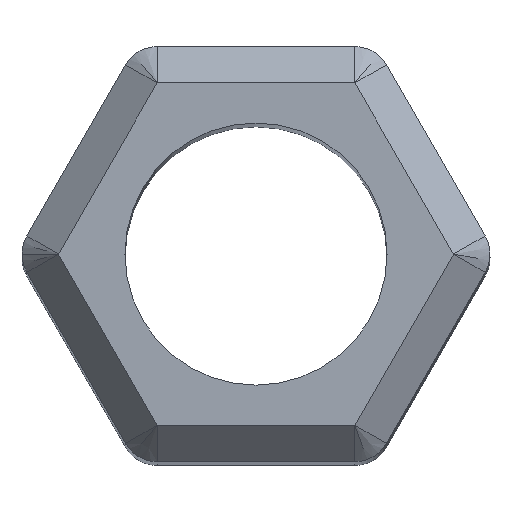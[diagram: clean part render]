
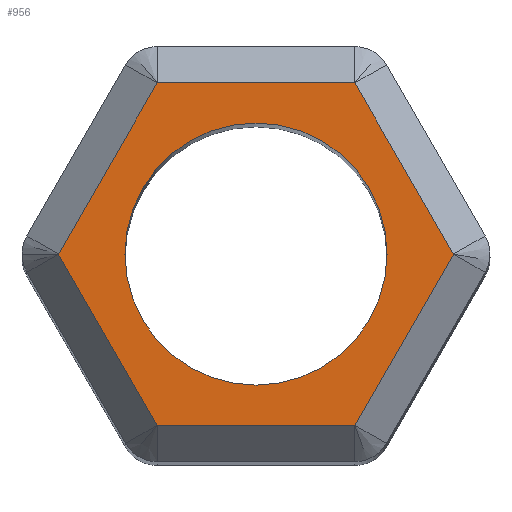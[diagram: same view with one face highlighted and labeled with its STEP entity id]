
A CAD part, top view. The second image highlights one B-rep face of the part: STEP entity #956.
In plain terms, the highlighted planar face has unit normal (0, 0, 1).
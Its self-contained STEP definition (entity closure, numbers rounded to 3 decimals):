
#4 = VECTOR ( 'NONE', #280, 1000. ) ;
#5 = VECTOR ( 'NONE', #621, 1000. ) ;
#9 = CARTESIAN_POINT ( 'NONE',  ( -1.357, 2.35, 15. ) ) ;
#15 = EDGE_CURVE ( 'NONE', #655, #58, #662, .T. ) ;
#17 = EDGE_CURVE ( 'NONE', #795, #218, #1067, .T. ) ;
#21 = LINE ( 'NONE', #342, #228 ) ;
#45 = AXIS2_PLACEMENT_3D ( 'NONE', #9, #190, #771 ) ;
#55 = EDGE_LOOP ( 'NONE', ( #451, #999, #618, #1079, #650, #1060 ) ) ;
#58 = VERTEX_POINT ( 'NONE', #554 ) ;
#71 = DIRECTION ( 'NONE',  ( -0.5, -0.866, 0. ) ) ;
#107 = DIRECTION ( 'NONE',  ( 0.5, -0.866, 0. ) ) ;
#110 = VECTOR ( 'NONE', #107, 1000. ) ;
#142 = LINE ( 'NONE', #261, #784 ) ;
#176 = CARTESIAN_POINT ( 'NONE',  ( -1.8, 0., 15. ) ) ;
#181 = CARTESIAN_POINT ( 'NONE',  ( 1.357, -2.35, 15. ) ) ;
#190 = DIRECTION ( 'NONE',  ( 0., 0., -1. ) ) ;
#202 = DIRECTION ( 'NONE',  ( 0., 0., -1. ) ) ;
#203 = CIRCLE ( 'NONE', #588, 1.8 ) ;
#218 = VERTEX_POINT ( 'NONE', #583 ) ;
#220 = ORIENTED_EDGE ( 'NONE', *, *, #252, .T. ) ;
#228 = VECTOR ( 'NONE', #71, 1000. ) ;
#242 = LINE ( 'NONE', #775, #5 ) ;
#251 = CARTESIAN_POINT ( 'NONE',  ( 1.357, 2.35, 15. ) ) ;
#252 = EDGE_CURVE ( 'NONE', #218, #795, #203, .T. ) ;
#255 = DIRECTION ( 'NONE',  ( 0., 0., -1. ) ) ;
#261 = CARTESIAN_POINT ( 'NONE',  ( 1.357, 2.35, 15. ) ) ;
#280 = DIRECTION ( 'NONE',  ( 0.5, 0.866, 0. ) ) ;
#287 = CARTESIAN_POINT ( 'NONE',  ( -1.357, -2.35, 15. ) ) ;
#336 = VERTEX_POINT ( 'NONE', #842 ) ;
#339 = LINE ( 'NONE', #181, #773 ) ;
#342 = CARTESIAN_POINT ( 'NONE',  ( -2.714, 0., 15. ) ) ;
#369 = CARTESIAN_POINT ( 'NONE',  ( -1.357, -2.35, 15. ) ) ;
#451 = ORIENTED_EDGE ( 'NONE', *, *, #803, .T. ) ;
#514 = EDGE_LOOP ( 'NONE', ( #653, #220 ) ) ;
#532 = FACE_OUTER_BOUND ( 'NONE', #55, .T. ) ;
#554 = CARTESIAN_POINT ( 'NONE',  ( 2.714, 0., 15. ) ) ;
#568 = VERTEX_POINT ( 'NONE', #287 ) ;
#574 = EDGE_CURVE ( 'NONE', #336, #568, #989, .T. ) ;
#583 = CARTESIAN_POINT ( 'NONE',  ( 1.8, 0., 15. ) ) ;
#588 = AXIS2_PLACEMENT_3D ( 'NONE', #748, #255, #828 ) ;
#618 = ORIENTED_EDGE ( 'NONE', *, *, #739, .T. ) ;
#621 = DIRECTION ( 'NONE',  ( -1., 0., 0. ) ) ;
#624 = EDGE_CURVE ( 'NONE', #568, #655, #339, .T. ) ;
#640 = FACE_BOUND ( 'NONE', #514, .T. ) ;
#650 = ORIENTED_EDGE ( 'NONE', *, *, #624, .T. ) ;
#653 = ORIENTED_EDGE ( 'NONE', *, *, #17, .T. ) ;
#655 = VERTEX_POINT ( 'NONE', #906 ) ;
#660 = DIRECTION ( 'NONE',  ( 1., 0., 0. ) ) ;
#662 = LINE ( 'NONE', #808, #4 ) ;
#709 = CARTESIAN_POINT ( 'NONE',  ( 0., 0., 15. ) ) ;
#726 = AXIS2_PLACEMENT_3D ( 'NONE', #709, #202, #782 ) ;
#739 = EDGE_CURVE ( 'NONE', #801, #336, #21, .T. ) ;
#748 = CARTESIAN_POINT ( 'NONE',  ( 0., 0., 15. ) ) ;
#770 = VERTEX_POINT ( 'NONE', #251 ) ;
#771 = DIRECTION ( 'NONE',  ( -1., 0., 0. ) ) ;
#773 = VECTOR ( 'NONE', #660, 1000. ) ;
#775 = CARTESIAN_POINT ( 'NONE',  ( -1.357, 2.35, 15. ) ) ;
#782 = DIRECTION ( 'NONE',  ( 1., 0., 0. ) ) ;
#784 = VECTOR ( 'NONE', #1093, 1000. ) ;
#795 = VERTEX_POINT ( 'NONE', #176 ) ;
#801 = VERTEX_POINT ( 'NONE', #928 ) ;
#803 = EDGE_CURVE ( 'NONE', #58, #770, #142, .T. ) ;
#808 = CARTESIAN_POINT ( 'NONE',  ( 2.714, 0., 15. ) ) ;
#828 = DIRECTION ( 'NONE',  ( 1., 0., 0. ) ) ;
#842 = CARTESIAN_POINT ( 'NONE',  ( -2.714, 0., 15. ) ) ;
#906 = CARTESIAN_POINT ( 'NONE',  ( 1.357, -2.35, 15. ) ) ;
#928 = CARTESIAN_POINT ( 'NONE',  ( -1.357, 2.35, 15. ) ) ;
#956 = ADVANCED_FACE ( 'NONE', ( #532, #640 ), #1017, .F. ) ;
#986 = EDGE_CURVE ( 'NONE', #770, #801, #242, .T. ) ;
#989 = LINE ( 'NONE', #369, #110 ) ;
#999 = ORIENTED_EDGE ( 'NONE', *, *, #986, .T. ) ;
#1017 = PLANE ( 'NONE',  #45 ) ;
#1060 = ORIENTED_EDGE ( 'NONE', *, *, #15, .T. ) ;
#1067 = CIRCLE ( 'NONE', #726, 1.8 ) ;
#1079 = ORIENTED_EDGE ( 'NONE', *, *, #574, .T. ) ;
#1093 = DIRECTION ( 'NONE',  ( -0.5, 0.866, 0. ) ) ;
